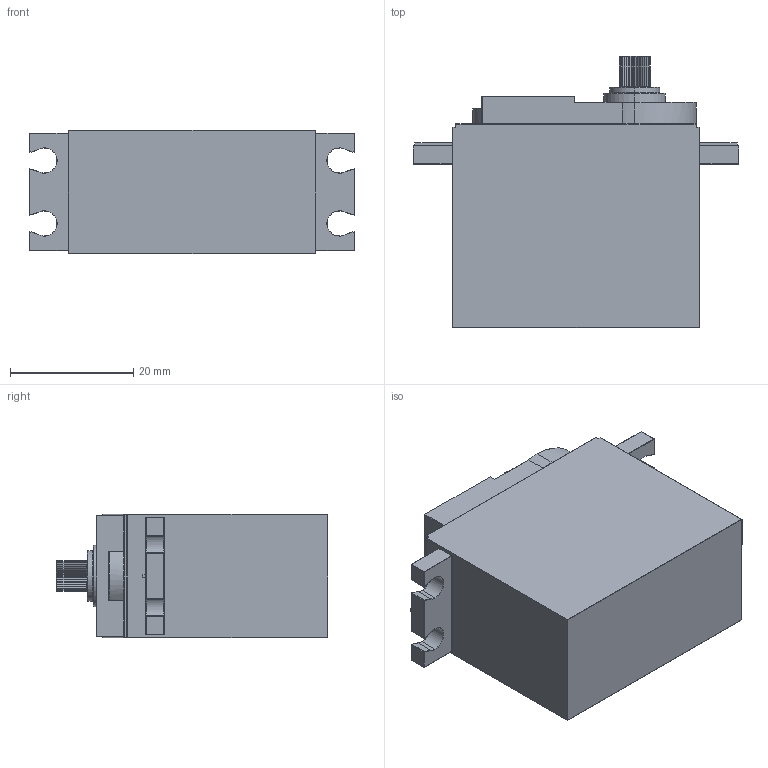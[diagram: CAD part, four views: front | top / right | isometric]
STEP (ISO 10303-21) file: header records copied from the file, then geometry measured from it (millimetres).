
FILE_DESCRIPTION (( 'STEP AP214' ), '1' );
FILE_NAME ('MG-996R.STEP', '2023-06-15T21:45:17', ( '' ), ( '' ), 'SwSTEP 2.0', 'SolidWorks 2022', '' );
FILE_SCHEMA (( 'AUTOMOTIVE_DESIGN' ));
Length unit declared in the file: millimetre
Products named in the file (1): MG-996R
Bounding box: 52.8 x 44 x 20 mm (x, y, z)
Volume: 29754.1 mm3; surface area: 6796.7 mm2
Topology: 2 solids, 2 shells, 840 faces, 2118 edges, 1286 vertices
Faces by surface type: plane 416, cylinder 163, bspline 134, torus 91, sphere 32, cone 4
Entity records: 40081 total; most frequent: CARTESIAN_POINT 12081, ORIENTED_EDGE 4172, DIRECTION 3486, EDGE_CURVE 2086, VERTEX_POINT 1286, VECTOR 1248, LINE 1248, AXIS2_PLACEMENT_3D 1119
